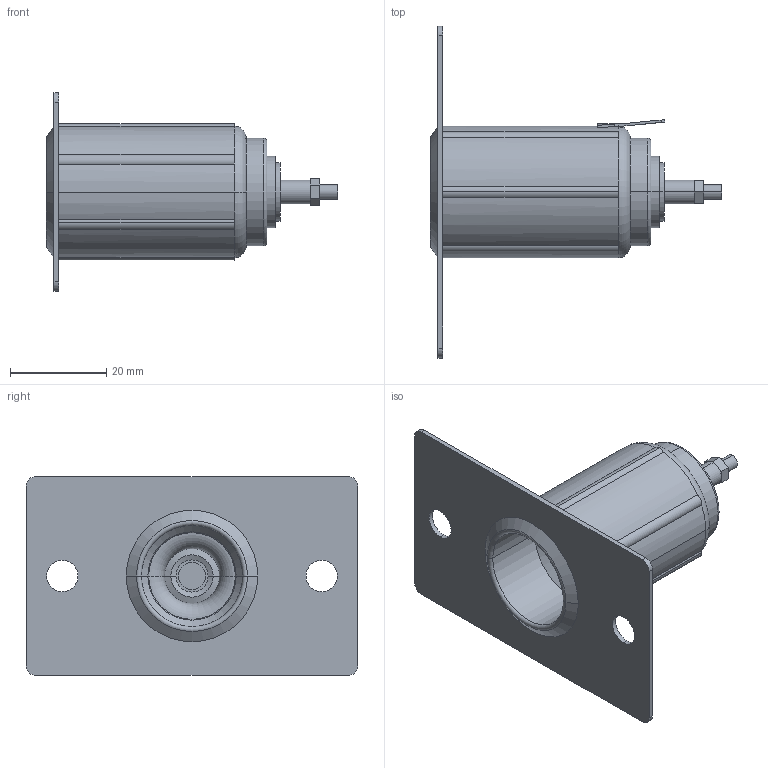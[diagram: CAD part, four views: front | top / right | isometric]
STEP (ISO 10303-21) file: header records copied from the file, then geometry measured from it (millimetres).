
FILE_DESCRIPTION (( 'STEP AP214' ), '1' );
FILE_NAME ('ZA2040.STEP', '2020-02-12T23:55:01', ( '' ), ( '' ), 'SwSTEP 2.0', 'SolidWorks 2017', '' );
FILE_SCHEMA (( 'AUTOMOTIVE_DESIGN' ));
Length unit declared in the file: millimetre
Products named in the file (1): ZA2040
Bounding box: 60.45 x 68.8 x 41.2 mm (x, y, z)
Volume: 11574.9 mm3; surface area: 18403.7 mm2
Topology: 4 solids, 4 shells, 165 faces, 370 edges, 220 vertices
Faces by surface type: plane 55, cylinder 48, cone 32, torus 28, bspline 2
Entity records: 4685 total; most frequent: DIRECTION 894, CARTESIAN_POINT 790, ORIENTED_EDGE 740, EDGE_CURVE 370, AXIS2_PLACEMENT_3D 364, VERTEX_POINT 220, CIRCLE 200, EDGE_LOOP 182
